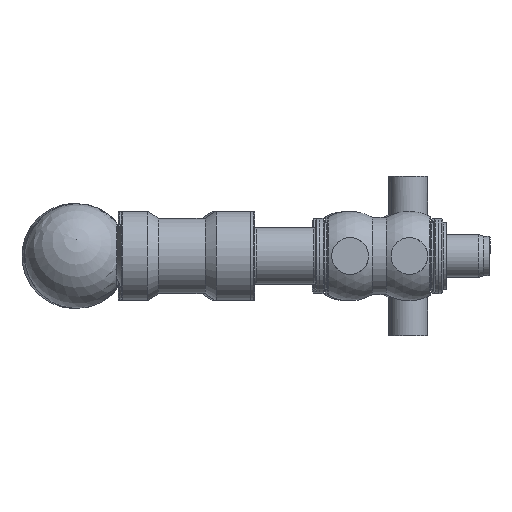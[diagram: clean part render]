
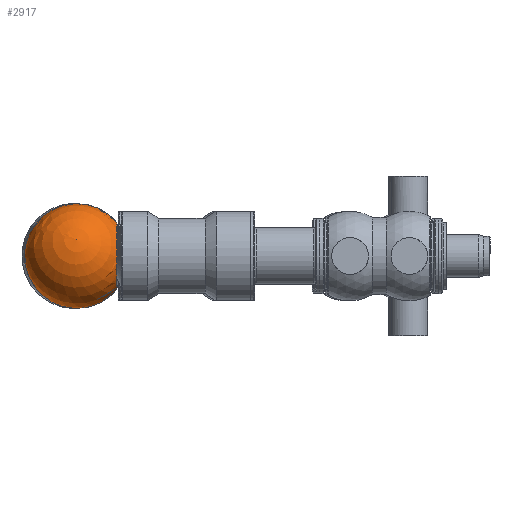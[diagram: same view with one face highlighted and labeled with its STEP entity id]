
A CAD part, left-side view. The second image highlights one B-rep face of the part: STEP entity #2917.
In plain terms, the highlighted spherical face has radius 72.5 mm.
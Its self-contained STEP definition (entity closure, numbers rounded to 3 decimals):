
#229=SPHERICAL_SURFACE('',#3391,72.5);
#673=FACE_BOUND('',#1386,.T.);
#1386=EDGE_LOOP('',(#2566));
#1622=CIRCLE('',#3392,46.648);
#1863=VERTEX_POINT('',#6865);
#2104=EDGE_CURVE('',#1863,#1863,#1622,.T.);
#2566=ORIENTED_EDGE('',*,*,#2104,.F.);
#2917=ADVANCED_FACE('',(#673),#229,.T.);
#3391=AXIS2_PLACEMENT_3D('',#6864,#4363,#4364);
#3392=AXIS2_PLACEMENT_3D('',#6866,#4365,#4366);
#4363=DIRECTION('center_axis',(0.,0.,1.));
#4364=DIRECTION('ref_axis',(1.,0.,0.));
#4365=DIRECTION('center_axis',(0.,-1.,0.));
#4366=DIRECTION('ref_axis',(1.,0.,0.));
#6864=CARTESIAN_POINT('Origin',(150.,266.5,0.));
#6865=CARTESIAN_POINT('',(196.648,211.,0.));
#6866=CARTESIAN_POINT('Origin',(150.,211.,0.));
